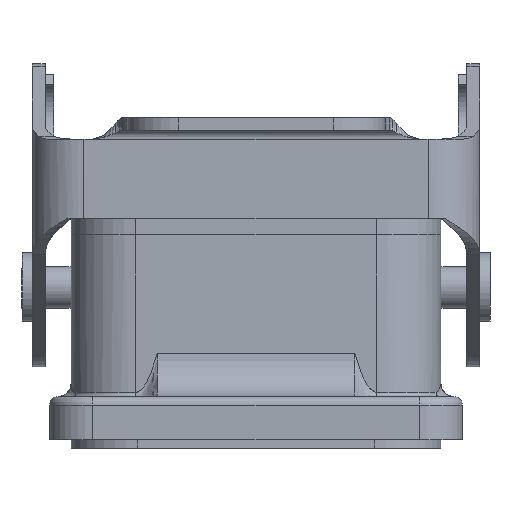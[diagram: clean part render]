
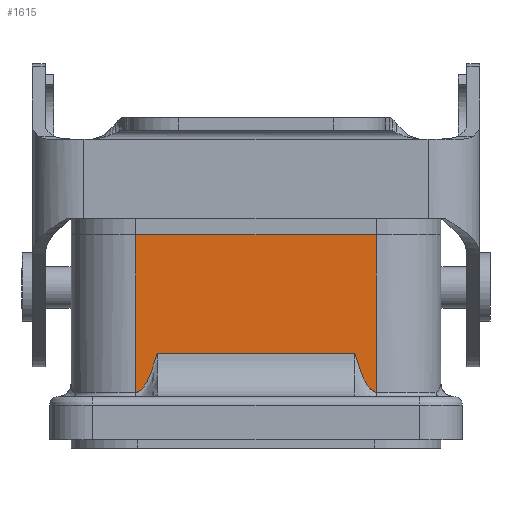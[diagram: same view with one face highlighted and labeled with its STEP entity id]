
A CAD part, left-side view. The second image highlights one B-rep face of the part: STEP entity #1615.
In plain terms, the highlighted planar face has unit normal (-1, 0, 0).
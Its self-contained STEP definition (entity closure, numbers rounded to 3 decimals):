
#1085=B_SPLINE_CURVE_WITH_KNOTS('',3,(#8698,#8699,#8700,#8701,#8702,#8703,
#8704,#8705,#8706,#8707,#8708,#8709,#8710,#8711,#8712,#8713),
 .UNSPECIFIED.,.F.,.F.,(4,2,2,2,2,2,2,4),(0.,0.314,0.528,
0.669,0.783,0.891,0.953,
1.),.UNSPECIFIED.);
#1086=B_SPLINE_CURVE_WITH_KNOTS('',3,(#8717,#8718,#8719,#8720,#8721,#8722,
#8723,#8724,#8725,#8726,#8727,#8728,#8729,#8730,#8731,#8732),
 .UNSPECIFIED.,.F.,.F.,(4,2,2,2,2,2,2,4),(0.,0.047,0.109,
0.217,0.331,0.472,0.686,
1.),.UNSPECIFIED.);
#1615=ADVANCED_FACE('',(#2099),#1946,.F.);
#1946=PLANE('',#6600);
#2099=FACE_OUTER_BOUND('',#2378,.T.);
#2378=EDGE_LOOP('',(#2831,#2832,#2833,#2834,#2835,#2836));
#2831=ORIENTED_EDGE('',*,*,#5010,.F.);
#2832=ORIENTED_EDGE('',*,*,#5013,.T.);
#2833=ORIENTED_EDGE('',*,*,#5014,.F.);
#2834=ORIENTED_EDGE('',*,*,#5015,.F.);
#2835=ORIENTED_EDGE('',*,*,#5016,.F.);
#2836=ORIENTED_EDGE('',*,*,#5017,.F.);
#4460=VERTEX_POINT('',#8672);
#4461=VERTEX_POINT('',#8674);
#4463=VERTEX_POINT('',#8695);
#4464=VERTEX_POINT('',#8697);
#4465=VERTEX_POINT('',#8714);
#4466=VERTEX_POINT('',#8716);
#5010=EDGE_CURVE('',#4460,#4461,#5816,.T.);
#5013=EDGE_CURVE('',#4460,#4463,#5817,.T.);
#5014=EDGE_CURVE('',#4464,#4463,#5818,.T.);
#5015=EDGE_CURVE('',#4465,#4464,#1085,.T.);
#5016=EDGE_CURVE('',#4466,#4465,#5819,.T.);
#5017=EDGE_CURVE('',#4461,#4466,#1086,.T.);
#5816=LINE('',#8673,#6217);
#5817=LINE('',#8694,#6218);
#5818=LINE('',#8696,#6219);
#5819=LINE('',#8715,#6220);
#6217=VECTOR('',#7182,1.);
#6218=VECTOR('',#7185,1.);
#6219=VECTOR('',#7186,1.);
#6220=VECTOR('',#7187,1.);
#6600=AXIS2_PLACEMENT_3D('',#8733,#7188,#7189);
#7182=DIRECTION('',(0.,0.,-1.));
#7185=DIRECTION('',(0.,1.,0.));
#7186=DIRECTION('',(0.,0.,1.));
#7187=DIRECTION('',(0.,1.,0.));
#7188=DIRECTION('',(1.,0.,0.));
#7189=DIRECTION('',(0.,1.,0.));
#8672=CARTESIAN_POINT('',(-60.,-14.,23.8));
#8673=CARTESIAN_POINT('',(-60.,-14.,23.8));
#8674=CARTESIAN_POINT('',(-60.,-14.,5.5));
#8694=CARTESIAN_POINT('',(-60.,-15.1,23.8));
#8695=CARTESIAN_POINT('',(-60.,14.,23.8));
#8696=CARTESIAN_POINT('',(-60.,14.,5.5));
#8697=CARTESIAN_POINT('',(-60.,14.,5.5));
#8698=CARTESIAN_POINT('',(-60.,11.5,10.));
#8699=CARTESIAN_POINT('',(-60.,11.642,9.488));
#8700=CARTESIAN_POINT('',(-60.,11.795,8.978));
#8701=CARTESIAN_POINT('',(-60.,12.087,8.124));
#8702=CARTESIAN_POINT('',(-60.,12.215,7.779));
#8703=CARTESIAN_POINT('',(-60.,12.454,7.213));
#8704=CARTESIAN_POINT('',(-60.,12.557,6.99));
#8705=CARTESIAN_POINT('',(-60.,12.765,6.591));
#8706=CARTESIAN_POINT('',(-60.,12.867,6.414));
#8707=CARTESIAN_POINT('',(-60.,13.095,6.081));
#8708=CARTESIAN_POINT('',(-60.,13.218,5.922));
#8709=CARTESIAN_POINT('',(-60.,13.464,5.701));
#8710=CARTESIAN_POINT('',(-60.,13.565,5.625));
#8711=CARTESIAN_POINT('',(-60.,13.781,5.528));
#8712=CARTESIAN_POINT('',(-60.,13.889,5.5));
#8713=CARTESIAN_POINT('',(-60.,14.,5.5));
#8714=CARTESIAN_POINT('',(-60.,11.5,10.));
#8715=CARTESIAN_POINT('',(-60.,-11.5,10.));
#8716=CARTESIAN_POINT('',(-60.,-11.5,10.));
#8717=CARTESIAN_POINT('',(-60.,-14.,5.5));
#8718=CARTESIAN_POINT('',(-60.,-13.889,5.5));
#8719=CARTESIAN_POINT('',(-60.,-13.781,5.528));
#8720=CARTESIAN_POINT('',(-60.,-13.565,5.625));
#8721=CARTESIAN_POINT('',(-60.,-13.464,5.701));
#8722=CARTESIAN_POINT('',(-60.,-13.218,5.922));
#8723=CARTESIAN_POINT('',(-60.,-13.095,6.081));
#8724=CARTESIAN_POINT('',(-60.,-12.867,6.414));
#8725=CARTESIAN_POINT('',(-60.,-12.765,6.591));
#8726=CARTESIAN_POINT('',(-60.,-12.557,6.99));
#8727=CARTESIAN_POINT('',(-60.,-12.454,7.213));
#8728=CARTESIAN_POINT('',(-60.,-12.215,7.779));
#8729=CARTESIAN_POINT('',(-60.,-12.087,8.124));
#8730=CARTESIAN_POINT('',(-60.,-11.795,8.978));
#8731=CARTESIAN_POINT('',(-60.,-11.642,9.488));
#8732=CARTESIAN_POINT('',(-60.,-11.5,10.));
#8733=CARTESIAN_POINT('',(-60.,-15.1,4.9));
